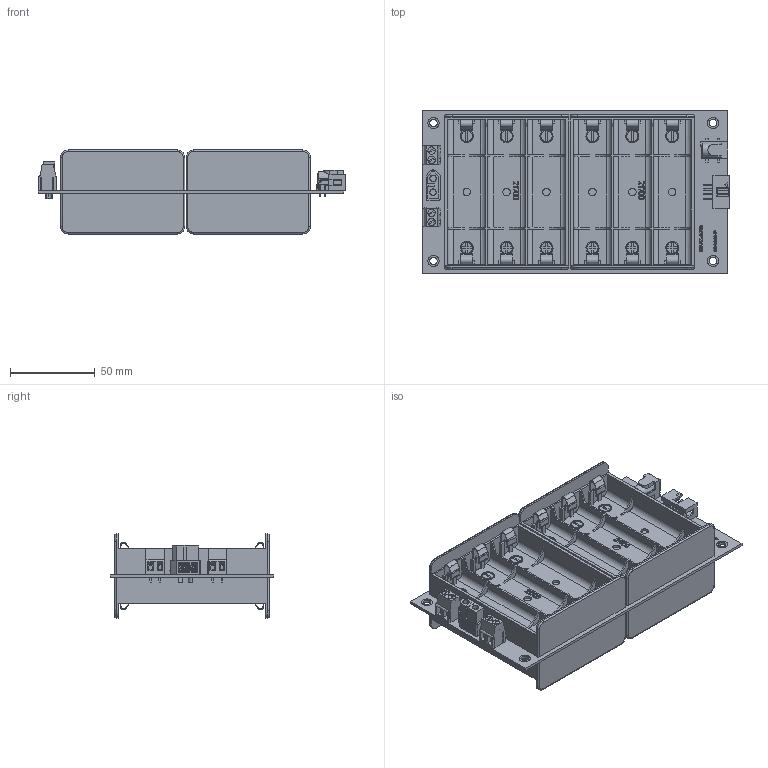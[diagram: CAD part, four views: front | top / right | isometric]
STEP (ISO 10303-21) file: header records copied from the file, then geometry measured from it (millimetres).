
FILE_DESCRIPTION(('FreeCAD Model'),'2;1');
FILE_NAME('Open CASCADE Shape Model','2025-05-02T21:29:57',('FreeCAD'),( 'FreeCAD'),'Open CASCADE STEP processor 7.6','FreeCAD','Unknown');
FILE_SCHEMA(('AUTOMOTIVE_DESIGN { 1 0 10303 214 1 1 1 1 }'));
Products named in the file (1): Open CASCADE STEP translator 7.6 1
Bounding box: 181.66 x 96.9 x 49.66 mm (x, y, z)
Volume: 136382.8 mm3; surface area: 171755.4 mm2
Topology: 54 solids, 55 shells, 4278 faces, 11200 edges, 7185 vertices
Faces by surface type: bspline 4278
Entity records: 126523 total; most frequent: CARTESIAN_POINT 58610, ORIENTED_EDGE 22398, EDGE_CURVE 11199, B_SPLINE_CURVE_WITH_KNOTS 9864, VERTEX_POINT 7185, FACE_BOUND 4608, EDGE_LOOP 4608, ADVANCED_FACE 4278
